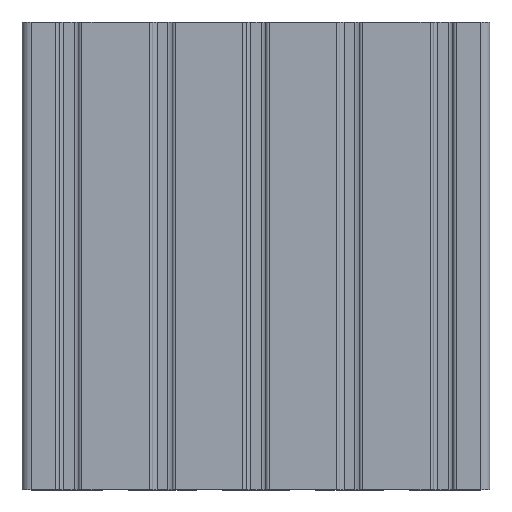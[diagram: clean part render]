
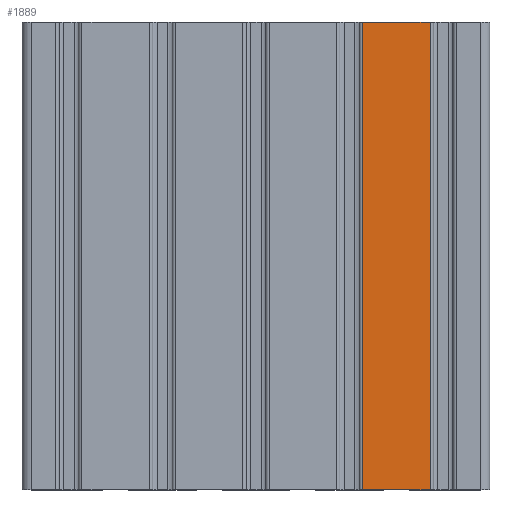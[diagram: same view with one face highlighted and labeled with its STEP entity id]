
A CAD part, top view. The second image highlights one B-rep face of the part: STEP entity #1889.
In plain terms, the highlighted planar face has unit normal (0, 0, 1).
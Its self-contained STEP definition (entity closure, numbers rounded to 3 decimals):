
#49 = CARTESIAN_POINT ( 'NONE',  ( 74.4, 200., 14. ) ) ;
#62 = ORIENTED_EDGE ( 'NONE', *, *, #2656, .F. ) ;
#123 = DIRECTION ( 'NONE',  ( 1., 0., 0. ) ) ;
#248 = CARTESIAN_POINT ( 'NONE',  ( 45.6, 200., 14. ) ) ;
#418 = VECTOR ( 'NONE', #1568, 1000. ) ;
#426 = EDGE_CURVE ( 'NONE', #4012, #1820, #4672, .T. ) ;
#448 = CARTESIAN_POINT ( 'NONE',  ( 45.6, 0., 14. ) ) ;
#525 = ORIENTED_EDGE ( 'NONE', *, *, #5099, .F. ) ;
#1043 = EDGE_LOOP ( 'NONE', ( #3356, #525, #62, #1652 ) ) ;
#1119 = VECTOR ( 'NONE', #5959, 1000. ) ;
#1357 = CARTESIAN_POINT ( 'NONE',  ( 45.6, 0., 14. ) ) ;
#1448 = VECTOR ( 'NONE', #4049, 1000. ) ;
#1568 = DIRECTION ( 'NONE',  ( 1., 0., 0. ) ) ;
#1652 = ORIENTED_EDGE ( 'NONE', *, *, #426, .T. ) ;
#1725 = CARTESIAN_POINT ( 'NONE',  ( 74.4, 0., 14. ) ) ;
#1820 = VERTEX_POINT ( 'NONE', #448 ) ;
#1889 = ADVANCED_FACE ( 'NONE', ( #5026 ), #4980, .T. ) ;
#2235 = CARTESIAN_POINT ( 'NONE',  ( 45.6, 0., 14. ) ) ;
#2485 = LINE ( 'NONE', #5519, #4492 ) ;
#2536 = CARTESIAN_POINT ( 'NONE',  ( 0., 200., 14. ) ) ;
#2656 = EDGE_CURVE ( 'NONE', #4012, #4491, #3939, .T. ) ;
#3120 = CARTESIAN_POINT ( 'NONE',  ( 45.6, 0., 14. ) ) ;
#3248 = DIRECTION ( 'NONE',  ( 0., -1., 0. ) ) ;
#3356 = ORIENTED_EDGE ( 'NONE', *, *, #5512, .T. ) ;
#3939 = LINE ( 'NONE', #2536, #418 ) ;
#4012 = VERTEX_POINT ( 'NONE', #248 ) ;
#4049 = DIRECTION ( 'NONE',  ( 1., 0., 0. ) ) ;
#4204 = LINE ( 'NONE', #3120, #1448 ) ;
#4491 = VERTEX_POINT ( 'NONE', #49 ) ;
#4492 = VECTOR ( 'NONE', #3248, 1000. ) ;
#4549 = VERTEX_POINT ( 'NONE', #1725 ) ;
#4672 = LINE ( 'NONE', #1357, #1119 ) ;
#4980 = PLANE ( 'NONE',  #5217 ) ;
#5026 = FACE_OUTER_BOUND ( 'NONE', #1043, .T. ) ;
#5099 = EDGE_CURVE ( 'NONE', #4491, #4549, #2485, .T. ) ;
#5141 = DIRECTION ( 'NONE',  ( 0., 0., 1. ) ) ;
#5217 = AXIS2_PLACEMENT_3D ( 'NONE', #2235, #5141, #123 ) ;
#5512 = EDGE_CURVE ( 'NONE', #1820, #4549, #4204, .T. ) ;
#5519 = CARTESIAN_POINT ( 'NONE',  ( 74.4, 0., 14. ) ) ;
#5959 = DIRECTION ( 'NONE',  ( 0., -1., 0. ) ) ;
